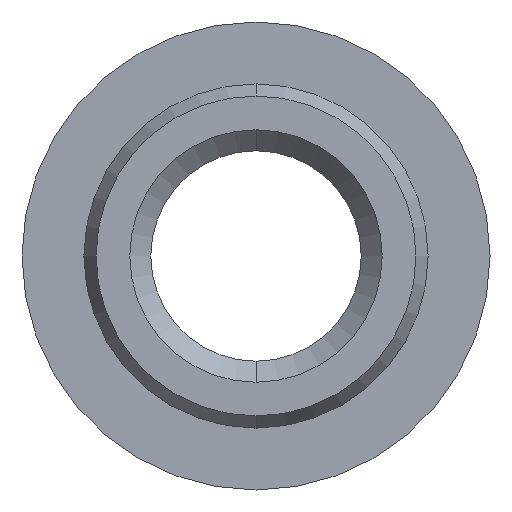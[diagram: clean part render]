
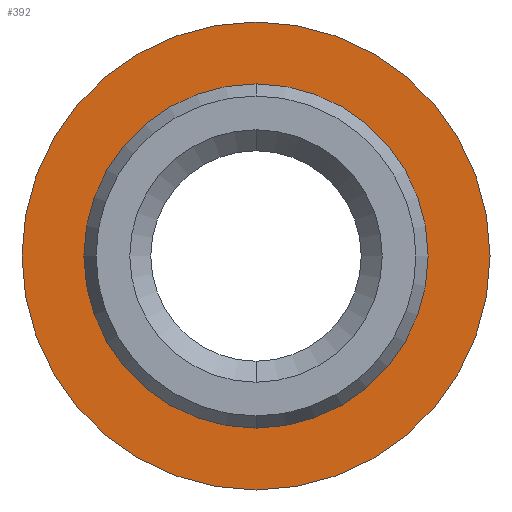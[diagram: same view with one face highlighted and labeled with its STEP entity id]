
A CAD part, front view. The second image highlights one B-rep face of the part: STEP entity #392.
In plain terms, the highlighted planar face has unit normal (0, -1, 0).
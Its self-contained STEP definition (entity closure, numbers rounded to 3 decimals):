
#51 = EDGE_CURVE ( 'NONE', #203, #313, #128, .T. ) ;
#73 = AXIS2_PLACEMENT_3D ( 'NONE', #507, #127, #399 ) ;
#79 = CARTESIAN_POINT ( 'NONE',  ( 0., 0., -2.78 ) ) ;
#89 = DIRECTION ( 'NONE',  ( 0., 0., 1. ) ) ;
#90 = DIRECTION ( 'NONE',  ( 0., 1., 0. ) ) ;
#116 = EDGE_CURVE ( 'NONE', #514, #326, #224, .T. ) ;
#127 = DIRECTION ( 'NONE',  ( 0., 1., 0. ) ) ;
#128 = CIRCLE ( 'NONE', #242, 2.045 ) ;
#132 = CARTESIAN_POINT ( 'NONE',  ( 0., 0., 0. ) ) ;
#142 = PLANE ( 'NONE',  #418 ) ;
#151 = DIRECTION ( 'NONE',  ( 0., 0., 1. ) ) ;
#197 = ORIENTED_EDGE ( 'NONE', *, *, #230, .F. ) ;
#200 = CARTESIAN_POINT ( 'NONE',  ( 2.045, 0., 0. ) ) ;
#203 = VERTEX_POINT ( 'NONE', #338 ) ;
#222 = CARTESIAN_POINT ( 'NONE',  ( 0., 0., -2.045 ) ) ;
#224 = CIRCLE ( 'NONE', #387, 2.78 ) ;
#230 = EDGE_CURVE ( 'NONE', #326, #514, #385, .T. ) ;
#242 = AXIS2_PLACEMENT_3D ( 'NONE', #132, #474, #89 ) ;
#244 = CARTESIAN_POINT ( 'NONE',  ( 0., 0., 2.78 ) ) ;
#245 = CIRCLE ( 'NONE', #362, 2.045 ) ;
#253 = CARTESIAN_POINT ( 'NONE',  ( 0., 0., 0. ) ) ;
#266 = FACE_BOUND ( 'NONE', #411, .T. ) ;
#313 = VERTEX_POINT ( 'NONE', #222 ) ;
#326 = VERTEX_POINT ( 'NONE', #244 ) ;
#336 = ORIENTED_EDGE ( 'NONE', *, *, #519, .T. ) ;
#338 = CARTESIAN_POINT ( 'NONE',  ( 0., 0., 2.045 ) ) ;
#357 = FACE_OUTER_BOUND ( 'NONE', #495, .T. ) ;
#362 = AXIS2_PLACEMENT_3D ( 'NONE', #253, #90, #376 ) ;
#366 = ORIENTED_EDGE ( 'NONE', *, *, #116, .F. ) ;
#376 = DIRECTION ( 'NONE',  ( 0., 0., 1. ) ) ;
#385 = CIRCLE ( 'NONE', #73, 2.78 ) ;
#387 = AXIS2_PLACEMENT_3D ( 'NONE', #522, #409, #151 ) ;
#391 = DIRECTION ( 'NONE',  ( 0., 1., 0. ) ) ;
#392 = ADVANCED_FACE ( 'NONE', ( #357, #266 ), #142, .F. ) ;
#399 = DIRECTION ( 'NONE',  ( 0., 0., 1. ) ) ;
#409 = DIRECTION ( 'NONE',  ( 0., 1., 0. ) ) ;
#411 = EDGE_LOOP ( 'NONE', ( #452, #336 ) ) ;
#418 = AXIS2_PLACEMENT_3D ( 'NONE', #200, #391, #508 ) ;
#452 = ORIENTED_EDGE ( 'NONE', *, *, #51, .T. ) ;
#474 = DIRECTION ( 'NONE',  ( 0., 1., 0. ) ) ;
#495 = EDGE_LOOP ( 'NONE', ( #197, #366 ) ) ;
#507 = CARTESIAN_POINT ( 'NONE',  ( 0., 0., 0. ) ) ;
#508 = DIRECTION ( 'NONE',  ( 0., 0., 1. ) ) ;
#514 = VERTEX_POINT ( 'NONE', #79 ) ;
#519 = EDGE_CURVE ( 'NONE', #313, #203, #245, .T. ) ;
#522 = CARTESIAN_POINT ( 'NONE',  ( 0., 0., 0. ) ) ;
